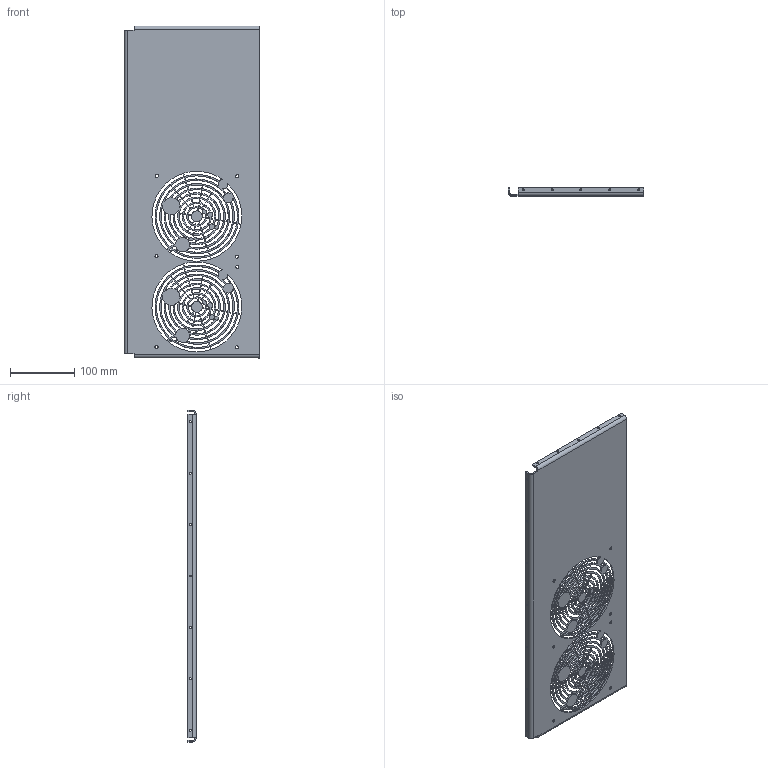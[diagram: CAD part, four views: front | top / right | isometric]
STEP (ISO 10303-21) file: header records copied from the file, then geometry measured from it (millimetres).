
FILE_DESCRIPTION(/* description */ (''),/* implementation_level */ '2;1');
FILE_NAME(/* name */ 'Bottom V1.step',/* time_stamp */ '2018-10-31T21:04:46-06:00',/* author */ (''),/* organization */ (''),/* preprocessor_version */ 'ST-DEVELOPER v17.2',/* originating_system */ 'Autodesk Translation Framework v7.6.0.251',/* authorisation */ '');
FILE_SCHEMA (('AUTOMOTIVE_DESIGN { 1 0 10303 214 3 1 1 }'));
Length unit declared in the file: millimetre
Products named in the file (1): Bottom
Bounding box: 210.9 x 12.5 x 516.8 mm (x, y, z)
Volume: 243227.1 mm3; surface area: 222233.2 mm2
Topology: 1 solids, 1 shells, 744 faces, 2206 edges, 1464 vertices
Faces by surface type: bspline 464, plane 240, cylinder 40
Full cylindrical faces by diameter (mm): 3.1 x17, 4.85 x7
Entity records: 30025 total; most frequent: CARTESIAN_POINT 12637, ORIENTED_EDGE 4412, EDGE_CURVE 2206, DIRECTION 2016, VERTEX_POINT 1464, LINE 1198, VECTOR 1198, EDGE_LOOP 988
